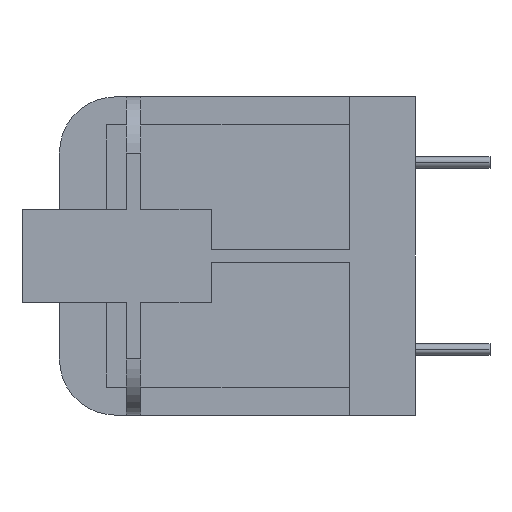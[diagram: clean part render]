
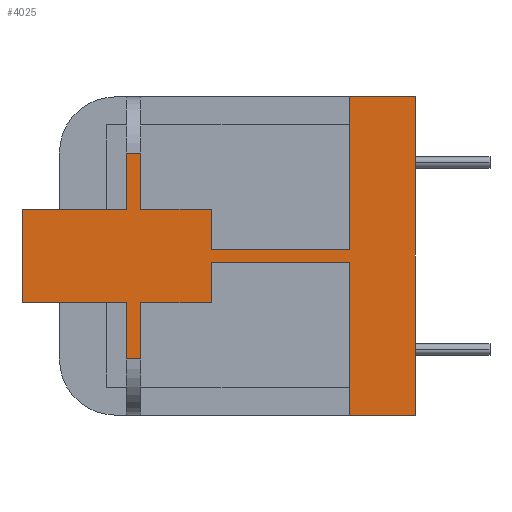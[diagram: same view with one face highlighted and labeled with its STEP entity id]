
A CAD part, left-side view. The second image highlights one B-rep face of the part: STEP entity #4025.
In plain terms, the highlighted planar face has unit normal (-1, 0, 0).
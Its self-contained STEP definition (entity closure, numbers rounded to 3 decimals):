
#225=DIRECTION('',(0.,-1.,0.));
#226=VECTOR('',#225,3.776);
#227=CARTESIAN_POINT('',(-9.5,5.163,-2.5));
#228=LINE('',#227,#226);
#455=DIRECTION('',(0.,-1.,0.));
#456=VECTOR('',#455,3.776);
#457=CARTESIAN_POINT('',(-9.5,5.163,2.5));
#458=LINE('',#457,#456);
#563=DIRECTION('',(0.,0.,1.));
#564=VECTOR('',#563,2.15);
#565=CARTESIAN_POINT('',(-9.5,1.387,-2.5));
#566=LINE('',#565,#564);
#571=DIRECTION('',(0.,0.,1.));
#572=VECTOR('',#571,2.15);
#573=CARTESIAN_POINT('',(-9.5,1.387,0.35));
#574=LINE('',#573,#572);
#583=DIRECTION('',(0.,0.,1.));
#584=VECTOR('',#583,8.15);
#585=CARTESIAN_POINT('',(-9.5,-6.,0.35));
#586=LINE('',#585,#584);
#587=DIRECTION('',(0.,0.,1.));
#588=VECTOR('',#587,8.15);
#589=CARTESIAN_POINT('',(-9.5,-6.,-8.5));
#590=LINE('',#589,#588);
#591=DIRECTION('',(0.,1.,0.));
#592=VECTOR('',#591,7.387);
#593=CARTESIAN_POINT('',(-9.5,-6.,-0.35));
#594=LINE('',#593,#592);
#595=DIRECTION('',(0.,1.,0.));
#596=VECTOR('',#595,0.764);
#597=CARTESIAN_POINT('',(-9.5,5.163,-5.5));
#598=LINE('',#597,#596);
#599=DIRECTION('',(0.,0.,1.));
#600=VECTOR('',#599,3.);
#601=CARTESIAN_POINT('',(-9.5,5.927,-5.5));
#602=LINE('',#601,#600);
#603=DIRECTION('',(0.,1.,0.));
#604=VECTOR('',#603,5.573);
#605=CARTESIAN_POINT('',(-9.5,5.927,-2.5));
#606=LINE('',#605,#604);
#607=DIRECTION('',(0.,0.,1.));
#608=VECTOR('',#607,5.);
#609=CARTESIAN_POINT('',(-9.5,11.5,-2.5));
#610=LINE('',#609,#608);
#611=DIRECTION('',(0.,-1.,0.));
#612=VECTOR('',#611,5.573);
#613=CARTESIAN_POINT('',(-9.5,11.5,2.5));
#614=LINE('',#613,#612);
#615=DIRECTION('',(0.,0.,1.));
#616=VECTOR('',#615,3.);
#617=CARTESIAN_POINT('',(-9.5,5.927,2.5));
#618=LINE('',#617,#616);
#619=DIRECTION('',(0.,-1.,0.));
#620=VECTOR('',#619,0.764);
#621=CARTESIAN_POINT('',(-9.5,5.927,5.5));
#622=LINE('',#621,#620);
#631=DIRECTION('',(0.,0.,1.));
#632=VECTOR('',#631,3.);
#633=CARTESIAN_POINT('',(-9.5,5.163,2.5));
#634=LINE('',#633,#632);
#673=DIRECTION('',(0.,0.,1.));
#674=VECTOR('',#673,3.);
#675=CARTESIAN_POINT('',(-9.5,5.163,-5.5));
#676=LINE('',#675,#674);
#697=DIRECTION('',(0.,-1.,0.));
#698=VECTOR('',#697,3.5);
#699=CARTESIAN_POINT('',(-9.5,-6.,8.5));
#700=LINE('',#699,#698);
#791=DIRECTION('',(0.,-1.,0.));
#792=VECTOR('',#791,3.5);
#793=CARTESIAN_POINT('',(-9.5,-6.,-8.5));
#794=LINE('',#793,#792);
#951=DIRECTION('',(0.,1.,0.));
#952=VECTOR('',#951,7.387);
#953=CARTESIAN_POINT('',(-9.5,-6.,0.35));
#954=LINE('',#953,#952);
#967=DIRECTION('',(0.,0.,1.));
#968=VECTOR('',#967,17.);
#969=CARTESIAN_POINT('',(-9.5,-9.5,-8.5));
#970=LINE('',#969,#968);
#2302=CARTESIAN_POINT('',(-9.5,-6.,-8.5));
#2304=VERTEX_POINT('',#2302);
#2305=CARTESIAN_POINT('',(-9.5,-9.5,-8.5));
#2306=VERTEX_POINT('',#2305);
#2318=CARTESIAN_POINT('',(-9.5,-6.,8.5));
#2320=VERTEX_POINT('',#2318);
#2321=CARTESIAN_POINT('',(-9.5,-9.5,8.5));
#2322=VERTEX_POINT('',#2321);
#2345=CARTESIAN_POINT('',(-9.5,-6.,-0.35));
#2346=VERTEX_POINT('',#2345);
#2347=CARTESIAN_POINT('',(-9.5,-6.,0.35));
#2348=VERTEX_POINT('',#2347);
#2354=CARTESIAN_POINT('',(-9.5,5.927,-5.5));
#2356=VERTEX_POINT('',#2354);
#2357=CARTESIAN_POINT('',(-9.5,5.163,-5.5));
#2358=VERTEX_POINT('',#2357);
#2362=CARTESIAN_POINT('',(-9.5,5.163,5.5));
#2364=VERTEX_POINT('',#2362);
#2365=CARTESIAN_POINT('',(-9.5,5.927,5.5));
#2366=VERTEX_POINT('',#2365);
#2434=CARTESIAN_POINT('',(-9.5,11.5,-2.5));
#2436=VERTEX_POINT('',#2434);
#2438=CARTESIAN_POINT('',(-9.5,11.5,2.5));
#2440=VERTEX_POINT('',#2438);
#2501=CARTESIAN_POINT('',(-9.5,1.387,-0.35));
#2502=VERTEX_POINT('',#2501);
#2503=CARTESIAN_POINT('',(-9.5,1.387,0.35));
#2504=VERTEX_POINT('',#2503);
#2505=CARTESIAN_POINT('',(-9.5,5.927,-2.5));
#2506=VERTEX_POINT('',#2505);
#2507=CARTESIAN_POINT('',(-9.5,5.927,2.5));
#2508=VERTEX_POINT('',#2507);
#2509=CARTESIAN_POINT('',(-9.5,5.163,-2.5));
#2510=VERTEX_POINT('',#2509);
#2511=CARTESIAN_POINT('',(-9.5,5.163,2.5));
#2512=VERTEX_POINT('',#2511);
#2521=CARTESIAN_POINT('',(-9.5,1.387,-2.5));
#2522=VERTEX_POINT('',#2521);
#2525=CARTESIAN_POINT('',(-9.5,1.387,2.5));
#2526=VERTEX_POINT('',#2525);
#3986=CARTESIAN_POINT('',(-9.5,5.927,-8.5));
#3987=DIRECTION('',(-1.,0.,0.));
#3988=DIRECTION('',(0.,-1.,0.));
#3989=AXIS2_PLACEMENT_3D('',#3986,#3987,#3988);
#3990=PLANE('',#3989);
#3992=ORIENTED_EDGE('',*,*,#3991,.F.);
#3993=ORIENTED_EDGE('',*,*,#3804,.T.);
#3994=ORIENTED_EDGE('',*,*,#3952,.F.);
#3996=ORIENTED_EDGE('',*,*,#3995,.F.);
#3998=ORIENTED_EDGE('',*,*,#3997,.T.);
#4000=ORIENTED_EDGE('',*,*,#3999,.T.);
#4002=ORIENTED_EDGE('',*,*,#4001,.F.);
#4004=ORIENTED_EDGE('',*,*,#4003,.F.);
#4006=ORIENTED_EDGE('',*,*,#4005,.T.);
#4008=ORIENTED_EDGE('',*,*,#4007,.T.);
#4009=ORIENTED_EDGE('',*,*,#3937,.F.);
#4010=ORIENTED_EDGE('',*,*,#3403,.F.);
#4012=ORIENTED_EDGE('',*,*,#4011,.F.);
#4014=ORIENTED_EDGE('',*,*,#4013,.T.);
#4015=ORIENTED_EDGE('',*,*,#3635,.T.);
#4016=ORIENTED_EDGE('',*,*,#3470,.T.);
#4018=ORIENTED_EDGE('',*,*,#4017,.T.);
#4019=ORIENTED_EDGE('',*,*,#3900,.T.);
#4020=ORIENTED_EDGE('',*,*,#3621,.T.);
#4022=ORIENTED_EDGE('',*,*,#4021,.T.);
#4023=EDGE_LOOP('',(#3992,#3993,#3994,#3996,#3998,#4000,#4002,#4004,#4006,#4008,
#4009,#4010,#4012,#4014,#4015,#4016,#4018,#4019,#4020,#4022));
#4024=FACE_OUTER_BOUND('',#4023,.F.);
#3403=EDGE_CURVE('',#2510,#2522,#228,.T.);
#3470=EDGE_CURVE('',#2506,#2436,#606,.T.);
#3621=EDGE_CURVE('',#2508,#2366,#618,.T.);
#3635=EDGE_CURVE('',#2356,#2506,#602,.T.);
#3804=EDGE_CURVE('',#2512,#2526,#458,.T.);
#3900=EDGE_CURVE('',#2440,#2508,#614,.T.);
#3937=EDGE_CURVE('',#2522,#2502,#566,.T.);
#3952=EDGE_CURVE('',#2504,#2526,#574,.T.);
#3991=EDGE_CURVE('',#2512,#2364,#634,.T.);
#3995=EDGE_CURVE('',#2348,#2504,#954,.T.);
#3997=EDGE_CURVE('',#2348,#2320,#586,.T.);
#3999=EDGE_CURVE('',#2320,#2322,#700,.T.);
#4001=EDGE_CURVE('',#2306,#2322,#970,.T.);
#4003=EDGE_CURVE('',#2304,#2306,#794,.T.);
#4005=EDGE_CURVE('',#2304,#2346,#590,.T.);
#4007=EDGE_CURVE('',#2346,#2502,#594,.T.);
#4011=EDGE_CURVE('',#2358,#2510,#676,.T.);
#4013=EDGE_CURVE('',#2358,#2356,#598,.T.);
#4017=EDGE_CURVE('',#2436,#2440,#610,.T.);
#4021=EDGE_CURVE('',#2366,#2364,#622,.T.);
#4025=ADVANCED_FACE('',(#4024),#3990,.T.);
